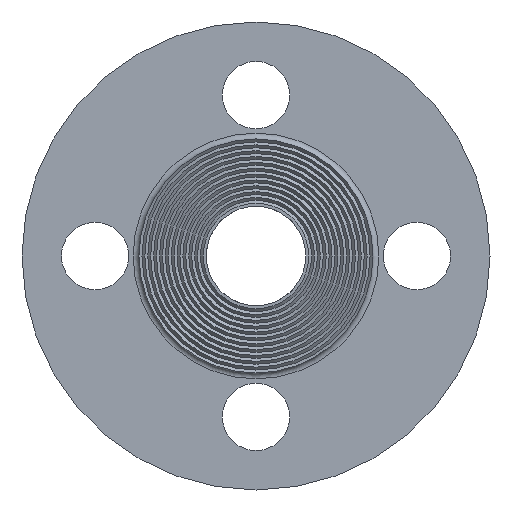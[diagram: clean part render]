
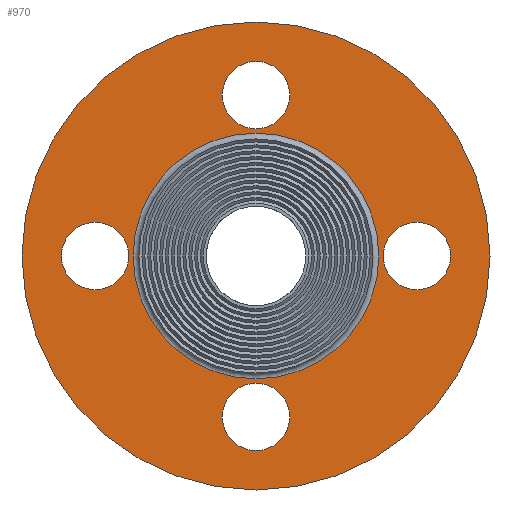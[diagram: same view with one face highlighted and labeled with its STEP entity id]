
A CAD part, left-side view. The second image highlights one B-rep face of the part: STEP entity #970.
In plain terms, the highlighted planar face has unit normal (-1, 0, 0).
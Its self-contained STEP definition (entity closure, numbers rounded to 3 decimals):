
#15=FACE_BOUND('',#224,.T.);
#16=FACE_BOUND('',#225,.T.);
#17=FACE_BOUND('',#226,.T.);
#18=FACE_BOUND('',#227,.T.);
#19=FACE_BOUND('',#228,.T.);
#27=PLANE('',#1137);
#176=FACE_OUTER_BOUND('',#223,.T.);
#223=EDGE_LOOP('',(#857,#858));
#224=EDGE_LOOP('',(#859));
#225=EDGE_LOOP('',(#860));
#226=EDGE_LOOP('',(#861));
#227=EDGE_LOOP('',(#862));
#228=EDGE_LOOP('',(#863,#864));
#329=CIRCLE('',#1117,5.75);
#332=CIRCLE('',#1121,5.75);
#335=CIRCLE('',#1125,5.75);
#338=CIRCLE('',#1129,5.75);
#341=CIRCLE('',#1133,21.);
#342=CIRCLE('',#1134,21.);
#345=CIRCLE('',#1138,40.);
#346=CIRCLE('',#1139,40.);
#440=VERTEX_POINT('',#1751);
#443=VERTEX_POINT('',#1759);
#446=VERTEX_POINT('',#1767);
#449=VERTEX_POINT('',#1775);
#452=VERTEX_POINT('',#1782);
#453=VERTEX_POINT('',#1784);
#455=VERTEX_POINT('',#1791);
#456=VERTEX_POINT('',#1792);
#582=EDGE_CURVE('',#440,#440,#329,.T.);
#586=EDGE_CURVE('',#443,#443,#332,.T.);
#590=EDGE_CURVE('',#446,#446,#335,.T.);
#594=EDGE_CURVE('',#449,#449,#338,.T.);
#597=EDGE_CURVE('',#453,#452,#341,.T.);
#598=EDGE_CURVE('',#452,#453,#342,.T.);
#601=EDGE_CURVE('',#455,#456,#345,.T.);
#602=EDGE_CURVE('',#456,#455,#346,.T.);
#857=ORIENTED_EDGE('',*,*,#601,.F.);
#858=ORIENTED_EDGE('',*,*,#602,.F.);
#859=ORIENTED_EDGE('',*,*,#582,.T.);
#860=ORIENTED_EDGE('',*,*,#586,.T.);
#861=ORIENTED_EDGE('',*,*,#590,.T.);
#862=ORIENTED_EDGE('',*,*,#594,.T.);
#863=ORIENTED_EDGE('',*,*,#597,.T.);
#864=ORIENTED_EDGE('',*,*,#598,.T.);
#970=ADVANCED_FACE('',(#176,#15,#16,#17,#18,#19),#27,.T.);
#1117=AXIS2_PLACEMENT_3D('',#1753,#1427,#1428);
#1121=AXIS2_PLACEMENT_3D('',#1761,#1436,#1437);
#1125=AXIS2_PLACEMENT_3D('',#1769,#1445,#1446);
#1129=AXIS2_PLACEMENT_3D('',#1777,#1454,#1455);
#1133=AXIS2_PLACEMENT_3D('',#1785,#1462,#1463);
#1134=AXIS2_PLACEMENT_3D('',#1786,#1464,#1465);
#1137=AXIS2_PLACEMENT_3D('',#1790,#1470,#1471);
#1138=AXIS2_PLACEMENT_3D('',#1793,#1472,#1473);
#1139=AXIS2_PLACEMENT_3D('',#1794,#1474,#1475);
#1427=DIRECTION('center_axis',(1.,0.,0.));
#1428=DIRECTION('ref_axis',(0.,0.,-1.));
#1436=DIRECTION('center_axis',(1.,0.,0.));
#1437=DIRECTION('ref_axis',(0.,0.,-1.));
#1445=DIRECTION('center_axis',(1.,0.,0.));
#1446=DIRECTION('ref_axis',(0.,0.,-1.));
#1454=DIRECTION('center_axis',(1.,0.,0.));
#1455=DIRECTION('ref_axis',(0.,0.,-1.));
#1462=DIRECTION('center_axis',(1.,0.,0.));
#1463=DIRECTION('ref_axis',(0.,1.,0.));
#1464=DIRECTION('center_axis',(1.,0.,0.));
#1465=DIRECTION('ref_axis',(0.,1.,0.));
#1470=DIRECTION('center_axis',(-1.,0.,0.));
#1471=DIRECTION('ref_axis',(0.,0.,1.));
#1472=DIRECTION('center_axis',(1.,0.,0.));
#1473=DIRECTION('ref_axis',(0.,1.,0.));
#1474=DIRECTION('center_axis',(1.,0.,0.));
#1475=DIRECTION('ref_axis',(0.,1.,0.));
#1751=CARTESIAN_POINT('',(0.,-27.5,5.75));
#1753=CARTESIAN_POINT('Origin',(0.,-27.5,0.));
#1759=CARTESIAN_POINT('',(0.,0.,-21.75));
#1761=CARTESIAN_POINT('Origin',(0.,0.,-27.5));
#1767=CARTESIAN_POINT('',(0.,0.,33.25));
#1769=CARTESIAN_POINT('Origin',(0.,0.,27.5));
#1775=CARTESIAN_POINT('',(0.,27.5,5.75));
#1777=CARTESIAN_POINT('Origin',(0.,27.5,0.));
#1782=CARTESIAN_POINT('',(0.,0.,21.));
#1784=CARTESIAN_POINT('',(0.,21.,0.));
#1785=CARTESIAN_POINT('Origin',(0.,0.,0.));
#1786=CARTESIAN_POINT('Origin',(0.,0.,0.));
#1790=CARTESIAN_POINT('Origin',(0.,30.5,0.));
#1791=CARTESIAN_POINT('',(0.,40.,0.));
#1792=CARTESIAN_POINT('',(0.,-40.,0.));
#1793=CARTESIAN_POINT('Origin',(0.,0.,0.));
#1794=CARTESIAN_POINT('Origin',(0.,0.,0.));
